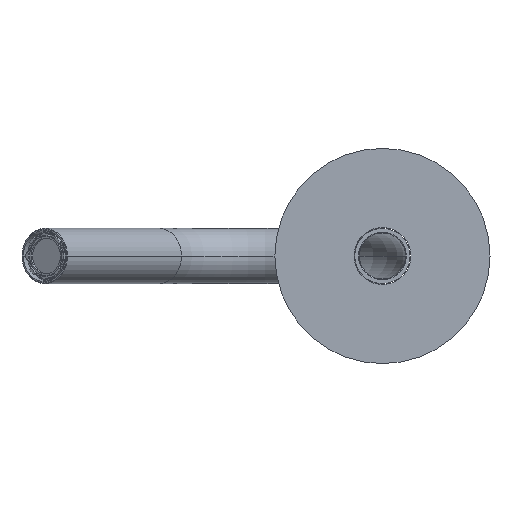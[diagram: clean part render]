
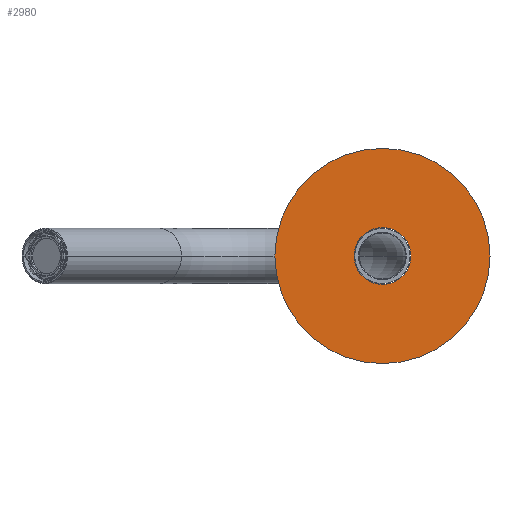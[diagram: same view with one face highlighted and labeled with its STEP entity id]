
A CAD part, front view. The second image highlights one B-rep face of the part: STEP entity #2980.
In plain terms, the highlighted face is planar.
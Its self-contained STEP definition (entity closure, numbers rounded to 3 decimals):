
#82 = CIRCLE ( 'NONE', #2291, 9.25 ) ;
#386 = EDGE_LOOP ( 'NONE', ( #2549, #2563 ) ) ;
#406 = CARTESIAN_POINT ( 'NONE',  ( 9.25, 0., 0. ) ) ;
#443 = DIRECTION ( 'NONE',  ( 1., 0., 0. ) ) ;
#448 = DIRECTION ( 'NONE',  ( 0., 0., 1. ) ) ;
#455 = CARTESIAN_POINT ( 'NONE',  ( 0., 0., 0. ) ) ;
#460 = PLANE ( 'NONE',  #1916 ) ;
#463 = FACE_OUTER_BOUND ( 'NONE', #2966, .T. ) ;
#484 = EDGE_CURVE ( 'NONE', #2689, #997, #881, .T. ) ;
#546 = CARTESIAN_POINT ( 'NONE',  ( 35., 0., 0. ) ) ;
#566 = CIRCLE ( 'NONE', #2030, 35. ) ;
#671 = EDGE_CURVE ( 'NONE', #2940, #2593, #1447, .T. ) ;
#699 = DIRECTION ( 'NONE',  ( 1., 0., 0. ) ) ;
#705 = DIRECTION ( 'NONE',  ( 0., 0., -1. ) ) ;
#708 = CARTESIAN_POINT ( 'NONE',  ( 0., 0., 0. ) ) ;
#881 = CIRCLE ( 'NONE', #884, 9.25 ) ;
#884 = AXIS2_PLACEMENT_3D ( 'NONE', #1194, #1158, #1149 ) ;
#997 = VERTEX_POINT ( 'NONE', #406 ) ;
#1149 = DIRECTION ( 'NONE',  ( 1., 0., 0. ) ) ;
#1158 = DIRECTION ( 'NONE',  ( 0., 0., 1. ) ) ;
#1194 = CARTESIAN_POINT ( 'NONE',  ( 0., 0., 0. ) ) ;
#1372 = CARTESIAN_POINT ( 'NONE',  ( -9.25, 0., 0. ) ) ;
#1380 = FACE_BOUND ( 'NONE', #386, .T. ) ;
#1447 = CIRCLE ( 'NONE', #1450, 35. ) ;
#1450 = AXIS2_PLACEMENT_3D ( 'NONE', #2581, #2565, #2550 ) ;
#1770 = CARTESIAN_POINT ( 'NONE',  ( -35., 0., 0. ) ) ;
#1916 = AXIS2_PLACEMENT_3D ( 'NONE', #455, #448, #443 ) ;
#1986 = EDGE_CURVE ( 'NONE', #997, #2689, #82, .T. ) ;
#2030 = AXIS2_PLACEMENT_3D ( 'NONE', #708, #705, #699 ) ;
#2289 = DIRECTION ( 'NONE',  ( 1., 0., 0. ) ) ;
#2291 = AXIS2_PLACEMENT_3D ( 'NONE', #2323, #2306, #2289 ) ;
#2306 = DIRECTION ( 'NONE',  ( 0., 0., 1. ) ) ;
#2323 = CARTESIAN_POINT ( 'NONE',  ( 0., 0., 0. ) ) ;
#2495 = ORIENTED_EDGE ( 'NONE', *, *, #671, .T. ) ;
#2513 = ORIENTED_EDGE ( 'NONE', *, *, #2888, .T. ) ;
#2549 = ORIENTED_EDGE ( 'NONE', *, *, #484, .T. ) ;
#2550 = DIRECTION ( 'NONE',  ( 1., 0., 0. ) ) ;
#2563 = ORIENTED_EDGE ( 'NONE', *, *, #1986, .T. ) ;
#2565 = DIRECTION ( 'NONE',  ( 0., 0., -1. ) ) ;
#2581 = CARTESIAN_POINT ( 'NONE',  ( 0., 0., 0. ) ) ;
#2593 = VERTEX_POINT ( 'NONE', #1770 ) ;
#2689 = VERTEX_POINT ( 'NONE', #1372 ) ;
#2888 = EDGE_CURVE ( 'NONE', #2593, #2940, #566, .T. ) ;
#2940 = VERTEX_POINT ( 'NONE', #546 ) ;
#2966 = EDGE_LOOP ( 'NONE', ( #2495, #2513 ) ) ;
#2980 = ADVANCED_FACE ( 'NONE', ( #1380, #463 ), #460, .F. ) ;
